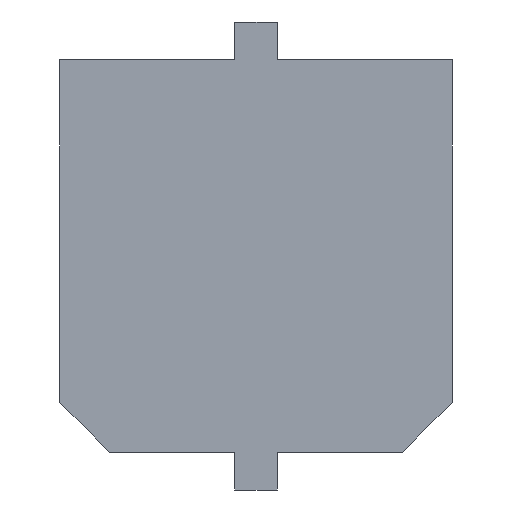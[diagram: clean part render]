
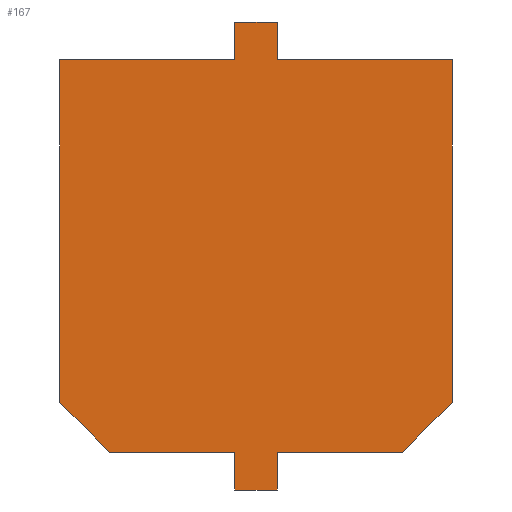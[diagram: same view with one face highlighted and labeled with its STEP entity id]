
A CAD part, front view. The second image highlights one B-rep face of the part: STEP entity #167.
In plain terms, the highlighted planar face has unit normal (0, -1, 0).
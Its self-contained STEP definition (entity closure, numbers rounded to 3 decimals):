
#2 = CARTESIAN_POINT ( 'NONE',  ( 0.45, 0., -4.95 ) ) ;
#3 = LINE ( 'NONE', #810, #139 ) ;
#11 = DIRECTION ( 'NONE',  ( 1., 0., 0. ) ) ;
#13 = ORIENTED_EDGE ( 'NONE', *, *, #1075, .F. ) ;
#23 = VERTEX_POINT ( 'NONE', #245 ) ;
#27 = VECTOR ( 'NONE', #870, 1000. ) ;
#32 = DIRECTION ( 'NONE',  ( 1., 0., 0. ) ) ;
#34 = ORIENTED_EDGE ( 'NONE', *, *, #394, .F. ) ;
#65 = CARTESIAN_POINT ( 'NONE',  ( -3.1, 0., -4.15 ) ) ;
#80 = VECTOR ( 'NONE', #755, 1000. ) ;
#87 = LINE ( 'NONE', #715, #274 ) ;
#91 = EDGE_CURVE ( 'NONE', #276, #281, #576, .T. ) ;
#99 = VERTEX_POINT ( 'NONE', #872 ) ;
#114 = DIRECTION ( 'NONE',  ( 0., 0., -1. ) ) ;
#129 = CARTESIAN_POINT ( 'NONE',  ( -4.15, 0., -3.1 ) ) ;
#135 = VERTEX_POINT ( 'NONE', #610 ) ;
#139 = VECTOR ( 'NONE', #719, 1000. ) ;
#148 = ORIENTED_EDGE ( 'NONE', *, *, #556, .F. ) ;
#154 = CARTESIAN_POINT ( 'NONE',  ( 0.45, 0., 1.55 ) ) ;
#155 = EDGE_CURVE ( 'NONE', #335, #181, #363, .T. ) ;
#157 = CARTESIAN_POINT ( 'NONE',  ( 0.45, 0., 4.95 ) ) ;
#162 = EDGE_CURVE ( 'NONE', #23, #335, #868, .T. ) ;
#167 = ADVANCED_FACE ( 'NONE', ( #396 ), #504, .T. ) ;
#175 = VERTEX_POINT ( 'NONE', #587 ) ;
#181 = VERTEX_POINT ( 'NONE', #770 ) ;
#190 = ORIENTED_EDGE ( 'NONE', *, *, #91, .F. ) ;
#192 = VECTOR ( 'NONE', #830, 1000. ) ;
#197 = EDGE_CURVE ( 'NONE', #181, #200, #608, .T. ) ;
#200 = VERTEX_POINT ( 'NONE', #944 ) ;
#212 = EDGE_CURVE ( 'NONE', #175, #99, #705, .T. ) ;
#216 = VERTEX_POINT ( 'NONE', #859 ) ;
#245 = CARTESIAN_POINT ( 'NONE',  ( 0.45, 0., 4.15 ) ) ;
#247 = ORIENTED_EDGE ( 'NONE', *, *, #839, .F. ) ;
#253 = CARTESIAN_POINT ( 'NONE',  ( 4.15, 0., 4.15 ) ) ;
#274 = VECTOR ( 'NONE', #812, 1000. ) ;
#276 = VERTEX_POINT ( 'NONE', #456 ) ;
#281 = VERTEX_POINT ( 'NONE', #413 ) ;
#299 = EDGE_CURVE ( 'NONE', #135, #175, #623, .T. ) ;
#300 = LINE ( 'NONE', #129, #737 ) ;
#302 = CARTESIAN_POINT ( 'NONE',  ( 0.45, 0., 4.95 ) ) ;
#303 = ORIENTED_EDGE ( 'NONE', *, *, #197, .F. ) ;
#335 = VERTEX_POINT ( 'NONE', #253 ) ;
#338 = VECTOR ( 'NONE', #420, 1000. ) ;
#345 = VECTOR ( 'NONE', #840, 1000. ) ;
#361 = ORIENTED_EDGE ( 'NONE', *, *, #387, .F. ) ;
#363 = LINE ( 'NONE', #550, #338 ) ;
#387 = EDGE_CURVE ( 'NONE', #392, #276, #660, .T. ) ;
#392 = VERTEX_POINT ( 'NONE', #545 ) ;
#394 = EDGE_CURVE ( 'NONE', #99, #888, #446, .T. ) ;
#396 = FACE_OUTER_BOUND ( 'NONE', #482, .T. ) ;
#413 = CARTESIAN_POINT ( 'NONE',  ( -0.45, 0., -4.95 ) ) ;
#420 = DIRECTION ( 'NONE',  ( 0., 0., -1. ) ) ;
#446 = LINE ( 'NONE', #157, #820 ) ;
#450 = VERTEX_POINT ( 'NONE', #1045 ) ;
#456 = CARTESIAN_POINT ( 'NONE',  ( 0.45, 0., -4.95 ) ) ;
#464 = CARTESIAN_POINT ( 'NONE',  ( 4.15, 0., 4.15 ) ) ;
#482 = EDGE_LOOP ( 'NONE', ( #247, #148, #190, #361, #496, #303, #1027, #804, #1042, #34, #768, #642, #13, #596 ) ) ;
#495 = VECTOR ( 'NONE', #562, 1000. ) ;
#496 = ORIENTED_EDGE ( 'NONE', *, *, #945, .F. ) ;
#504 = PLANE ( 'NONE',  #665 ) ;
#540 = DIRECTION ( 'NONE',  ( 0., 0., -1. ) ) ;
#545 = CARTESIAN_POINT ( 'NONE',  ( 0.45, 0., -4.15 ) ) ;
#550 = CARTESIAN_POINT ( 'NONE',  ( 4.15, 0., -3.1 ) ) ;
#556 = EDGE_CURVE ( 'NONE', #281, #450, #3, .T. ) ;
#562 = DIRECTION ( 'NONE',  ( 0., 0., 1. ) ) ;
#566 = CARTESIAN_POINT ( 'NONE',  ( -4.15, 0., -3.1 ) ) ;
#576 = LINE ( 'NONE', #2, #192 ) ;
#579 = VECTOR ( 'NONE', #114, 1000. ) ;
#587 = CARTESIAN_POINT ( 'NONE',  ( -0.45, 0., 4.15 ) ) ;
#596 = ORIENTED_EDGE ( 'NONE', *, *, #797, .F. ) ;
#605 = LINE ( 'NONE', #65, #824 ) ;
#608 = LINE ( 'NONE', #1017, #1040 ) ;
#610 = CARTESIAN_POINT ( 'NONE',  ( -4.15, 0., 4.15 ) ) ;
#620 = CARTESIAN_POINT ( 'NONE',  ( 4.15, 0., 4.15 ) ) ;
#623 = LINE ( 'NONE', #464, #345 ) ;
#642 = ORIENTED_EDGE ( 'NONE', *, *, #299, .F. ) ;
#647 = CARTESIAN_POINT ( 'NONE',  ( -4.15, 0., 4.15 ) ) ;
#656 = LINE ( 'NONE', #154, #80 ) ;
#660 = LINE ( 'NONE', #923, #579 ) ;
#665 = AXIS2_PLACEMENT_3D ( 'NONE', #1007, #1104, #540 ) ;
#679 = EDGE_CURVE ( 'NONE', #888, #23, #656, .T. ) ;
#705 = LINE ( 'NONE', #1000, #27 ) ;
#715 = CARTESIAN_POINT ( 'NONE',  ( -3.1, 0., -4.15 ) ) ;
#719 = DIRECTION ( 'NONE',  ( 0., 0., 1. ) ) ;
#737 = VECTOR ( 'NONE', #902, 1000. ) ;
#755 = DIRECTION ( 'NONE',  ( 0., 0., -1. ) ) ;
#768 = ORIENTED_EDGE ( 'NONE', *, *, #212, .F. ) ;
#770 = CARTESIAN_POINT ( 'NONE',  ( 4.15, 0., -3.1 ) ) ;
#797 = EDGE_CURVE ( 'NONE', #216, #1073, #300, .T. ) ;
#804 = ORIENTED_EDGE ( 'NONE', *, *, #162, .F. ) ;
#810 = CARTESIAN_POINT ( 'NONE',  ( -0.45, 0., -1.55 ) ) ;
#812 = DIRECTION ( 'NONE',  ( -1., 0., 0. ) ) ;
#820 = VECTOR ( 'NONE', #32, 1000. ) ;
#824 = VECTOR ( 'NONE', #1085, 1000. ) ;
#830 = DIRECTION ( 'NONE',  ( -1., 0., 0. ) ) ;
#839 = EDGE_CURVE ( 'NONE', #450, #216, #87, .T. ) ;
#840 = DIRECTION ( 'NONE',  ( 1., 0., 0. ) ) ;
#859 = CARTESIAN_POINT ( 'NONE',  ( -3.1, 0., -4.15 ) ) ;
#868 = LINE ( 'NONE', #620, #1014 ) ;
#870 = DIRECTION ( 'NONE',  ( 0., 0., 1. ) ) ;
#872 = CARTESIAN_POINT ( 'NONE',  ( -0.45, 0., 4.95 ) ) ;
#888 = VERTEX_POINT ( 'NONE', #302 ) ;
#902 = DIRECTION ( 'NONE',  ( -0.707, 0., 0.707 ) ) ;
#923 = CARTESIAN_POINT ( 'NONE',  ( 0.45, 0., -1.55 ) ) ;
#944 = CARTESIAN_POINT ( 'NONE',  ( 3.1, 0., -4.15 ) ) ;
#945 = EDGE_CURVE ( 'NONE', #200, #392, #605, .T. ) ;
#993 = DIRECTION ( 'NONE',  ( -0.707, 0., -0.707 ) ) ;
#1000 = CARTESIAN_POINT ( 'NONE',  ( -0.45, 0., 1.55 ) ) ;
#1007 = CARTESIAN_POINT ( 'NONE',  ( 0., 0., 0. ) ) ;
#1014 = VECTOR ( 'NONE', #11, 1000. ) ;
#1017 = CARTESIAN_POINT ( 'NONE',  ( 3.1, 0., -4.15 ) ) ;
#1027 = ORIENTED_EDGE ( 'NONE', *, *, #155, .F. ) ;
#1036 = LINE ( 'NONE', #647, #495 ) ;
#1040 = VECTOR ( 'NONE', #993, 1000. ) ;
#1042 = ORIENTED_EDGE ( 'NONE', *, *, #679, .F. ) ;
#1045 = CARTESIAN_POINT ( 'NONE',  ( -0.45, 0., -4.15 ) ) ;
#1073 = VERTEX_POINT ( 'NONE', #566 ) ;
#1075 = EDGE_CURVE ( 'NONE', #1073, #135, #1036, .T. ) ;
#1085 = DIRECTION ( 'NONE',  ( -1., 0., 0. ) ) ;
#1104 = DIRECTION ( 'NONE',  ( 0., -1., 0. ) ) ;
